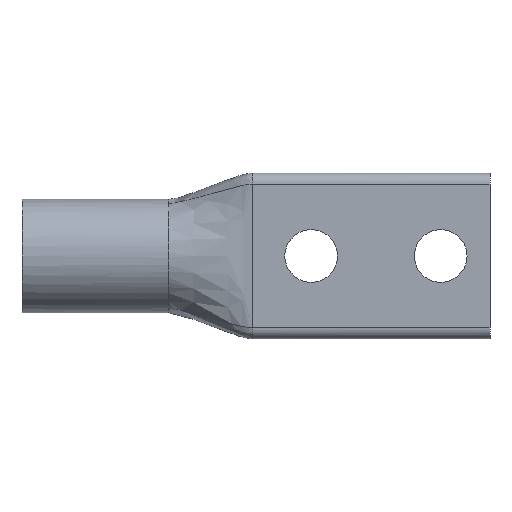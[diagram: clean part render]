
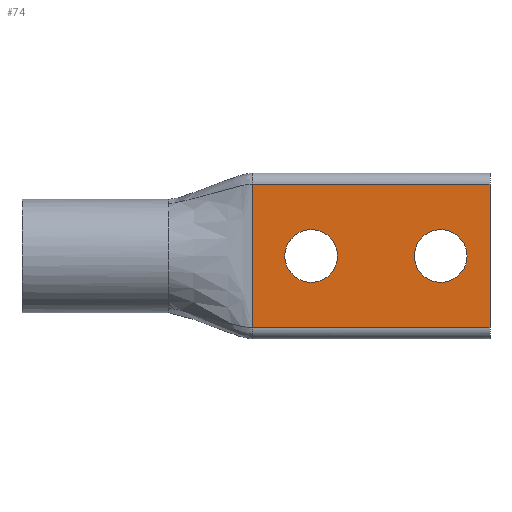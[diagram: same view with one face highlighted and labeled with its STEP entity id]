
A CAD part, front view. The second image highlights one B-rep face of the part: STEP entity #74.
In plain terms, the highlighted planar face has unit normal (0, -1, 0).
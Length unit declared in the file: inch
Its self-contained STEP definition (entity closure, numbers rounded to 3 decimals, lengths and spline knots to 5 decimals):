
#2 = ORIENTED_EDGE ( 'NONE', *, *, #350, .T. ) ;
#6 = CARTESIAN_POINT ( 'NONE',  ( 3.23, 0., 0. ) ) ;
#28 = CIRCLE ( 'NONE', #632, 0.203 ) ;
#39 = ORIENTED_EDGE ( 'NONE', *, *, #1542, .T. ) ;
#56 = PLANE ( 'NONE',  #840 ) ;
#60 = CIRCLE ( 'NONE', #1660, 0.203 ) ;
#74 = ADVANCED_FACE ( 'NONE', ( #721, #1506, #513 ), #56, .T. ) ;
#102 = CARTESIAN_POINT ( 'NONE',  ( 3.61, 0., 0.555 ) ) ;
#115 = DIRECTION ( 'NONE',  ( 0., 0., -1. ) ) ;
#171 = EDGE_CURVE ( 'NONE', #1620, #414, #1051, .T. ) ;
#193 = VECTOR ( 'NONE', #1850, 39.37008 ) ;
#213 = ORIENTED_EDGE ( 'NONE', *, *, #171, .T. ) ;
#218 = CARTESIAN_POINT ( 'NONE',  ( 3.23, 0., -0.203 ) ) ;
#258 = VECTOR ( 'NONE', #1544, 39.37008 ) ;
#279 = EDGE_CURVE ( 'NONE', #1690, #2080, #28, .T. ) ;
#331 = CARTESIAN_POINT ( 'NONE',  ( 3.23, 0., 0.203 ) ) ;
#350 = EDGE_CURVE ( 'NONE', #414, #616, #1354, .T. ) ;
#385 = VERTEX_POINT ( 'NONE', #218 ) ;
#394 = CARTESIAN_POINT ( 'NONE',  ( 3.23, 0., 0. ) ) ;
#414 = VERTEX_POINT ( 'NONE', #695 ) ;
#415 = LINE ( 'NONE', #1035, #258 ) ;
#446 = EDGE_CURVE ( 'NONE', #1458, #616, #415, .T. ) ;
#447 = ORIENTED_EDGE ( 'NONE', *, *, #2107, .F. ) ;
#467 = CIRCLE ( 'NONE', #1377, 0.203 ) ;
#501 = AXIS2_PLACEMENT_3D ( 'NONE', #394, #524, #1185 ) ;
#513 = FACE_BOUND ( 'NONE', #722, .T. ) ;
#524 = DIRECTION ( 'NONE',  ( 0., 1., 0. ) ) ;
#597 = CARTESIAN_POINT ( 'NONE',  ( 3.61, 0., 0. ) ) ;
#599 = VECTOR ( 'NONE', #115, 39.37008 ) ;
#616 = VERTEX_POINT ( 'NONE', #1448 ) ;
#632 = AXIS2_PLACEMENT_3D ( 'NONE', #686, #1829, #1018 ) ;
#686 = CARTESIAN_POINT ( 'NONE',  ( 2.23, 0., 0. ) ) ;
#695 = CARTESIAN_POINT ( 'NONE',  ( 1.78, 0., 0.555 ) ) ;
#721 = FACE_OUTER_BOUND ( 'NONE', #1085, .T. ) ;
#722 = EDGE_LOOP ( 'NONE', ( #39, #1072 ) ) ;
#749 = LINE ( 'NONE', #597, #599 ) ;
#818 = DIRECTION ( 'NONE',  ( 0., 1., 0. ) ) ;
#834 = ORIENTED_EDGE ( 'NONE', *, *, #446, .F. ) ;
#840 = AXIS2_PLACEMENT_3D ( 'NONE', #1196, #1814, #1653 ) ;
#879 = EDGE_CURVE ( 'NONE', #2080, #1690, #467, .T. ) ;
#964 = CARTESIAN_POINT ( 'NONE',  ( 2.23, 0., 0.203 ) ) ;
#1018 = DIRECTION ( 'NONE',  ( 0., 0., 1. ) ) ;
#1035 = CARTESIAN_POINT ( 'NONE',  ( 4.90124, 0., -0.555 ) ) ;
#1051 = LINE ( 'NONE', #1059, #1719 ) ;
#1059 = CARTESIAN_POINT ( 'NONE',  ( 4.90124, 0., 0.555 ) ) ;
#1072 = ORIENTED_EDGE ( 'NONE', *, *, #1445, .T. ) ;
#1073 = DIRECTION ( 'NONE',  ( 0., 0., 1. ) ) ;
#1085 = EDGE_LOOP ( 'NONE', ( #213, #2, #834, #447 ) ) ;
#1095 = DIRECTION ( 'NONE',  ( 0., 1., 0. ) ) ;
#1185 = DIRECTION ( 'NONE',  ( 0., 0., 1. ) ) ;
#1196 = CARTESIAN_POINT ( 'NONE',  ( 4.90124, 0., 0. ) ) ;
#1324 = DIRECTION ( 'NONE',  ( 0., 0., 1. ) ) ;
#1354 = LINE ( 'NONE', #1372, #193 ) ;
#1372 = CARTESIAN_POINT ( 'NONE',  ( 1.78, 0., 0. ) ) ;
#1377 = AXIS2_PLACEMENT_3D ( 'NONE', #2090, #1095, #1073 ) ;
#1445 = EDGE_CURVE ( 'NONE', #385, #1828, #60, .T. ) ;
#1448 = CARTESIAN_POINT ( 'NONE',  ( 1.78, 0., -0.555 ) ) ;
#1458 = VERTEX_POINT ( 'NONE', #1603 ) ;
#1506 = FACE_BOUND ( 'NONE', #1573, .T. ) ;
#1542 = EDGE_CURVE ( 'NONE', #1828, #385, #2036, .T. ) ;
#1544 = DIRECTION ( 'NONE',  ( -1., 0., 0. ) ) ;
#1573 = EDGE_LOOP ( 'NONE', ( #1845, #1772 ) ) ;
#1603 = CARTESIAN_POINT ( 'NONE',  ( 3.61, 0., -0.555 ) ) ;
#1620 = VERTEX_POINT ( 'NONE', #102 ) ;
#1653 = DIRECTION ( 'NONE',  ( 0., 0., -1. ) ) ;
#1660 = AXIS2_PLACEMENT_3D ( 'NONE', #6, #818, #1324 ) ;
#1690 = VERTEX_POINT ( 'NONE', #964 ) ;
#1716 = CARTESIAN_POINT ( 'NONE',  ( 2.23, 0., -0.203 ) ) ;
#1719 = VECTOR ( 'NONE', #1722, 39.37008 ) ;
#1722 = DIRECTION ( 'NONE',  ( -1., 0., 0. ) ) ;
#1772 = ORIENTED_EDGE ( 'NONE', *, *, #879, .T. ) ;
#1814 = DIRECTION ( 'NONE',  ( 0., -1., 0. ) ) ;
#1828 = VERTEX_POINT ( 'NONE', #331 ) ;
#1829 = DIRECTION ( 'NONE',  ( 0., 1., 0. ) ) ;
#1845 = ORIENTED_EDGE ( 'NONE', *, *, #279, .T. ) ;
#1850 = DIRECTION ( 'NONE',  ( 0., 0., -1. ) ) ;
#2036 = CIRCLE ( 'NONE', #501, 0.203 ) ;
#2080 = VERTEX_POINT ( 'NONE', #1716 ) ;
#2090 = CARTESIAN_POINT ( 'NONE',  ( 2.23, 0., 0. ) ) ;
#2107 = EDGE_CURVE ( 'NONE', #1620, #1458, #749, .T. ) ;
